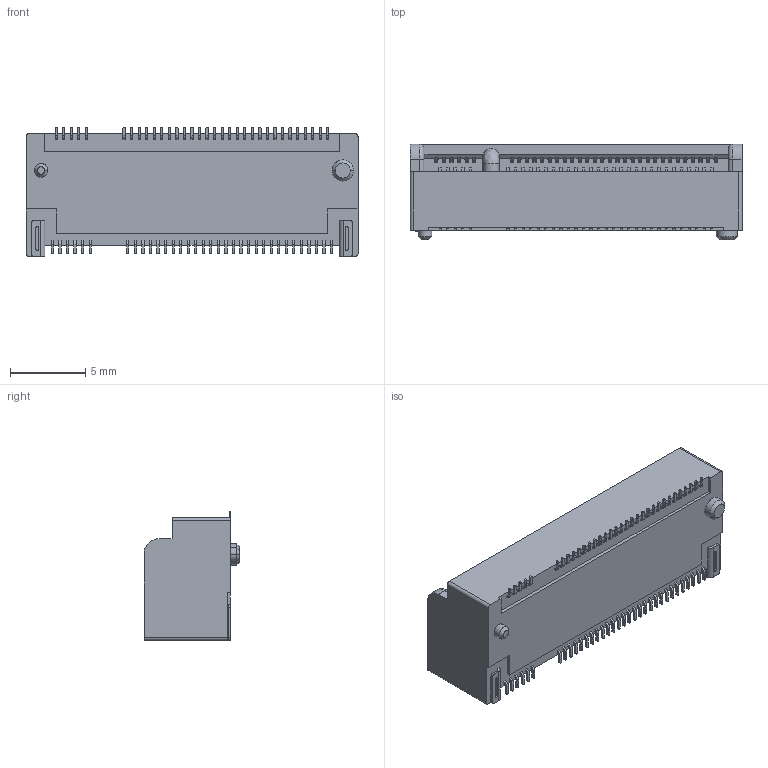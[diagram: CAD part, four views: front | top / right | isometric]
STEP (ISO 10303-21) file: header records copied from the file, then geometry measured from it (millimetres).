
FILE_DESCRIPTION(('FreeCAD Model'),'2;1');
FILE_NAME('Open CASCADE Shape Model','2023-03-22T10:56:24',(''),(''), 'Open CASCADE STEP processor 7.6','FreeCAD','Unknown');
FILE_SCHEMA(('AUTOMOTIVE_DESIGN { 1 0 10303 214 1 1 1 1 }'));
Products named in the file (1): MDT580B0X002_C3D
Bounding box: 22 x 6.35 x 8.55 mm (x, y, z)
Volume: 778.7 mm3; surface area: 883.9 mm2
Topology: 1 solids, 7 shells, 2239 faces, 6273 edges, 4100 vertices
Faces by surface type: plane 1577, cylinder 655, cone 4, torus 2, bspline 1
Entity records: 87249 total; most frequent: CARTESIAN_POINT 12664, ORIENTED_EDGE 12546, DIRECTION 12102, EDGE_CURVE 6273, LINE 4906, VECTOR 4906, VERTEX_POINT 4100, AXIS2_PLACEMENT_3D 3598
